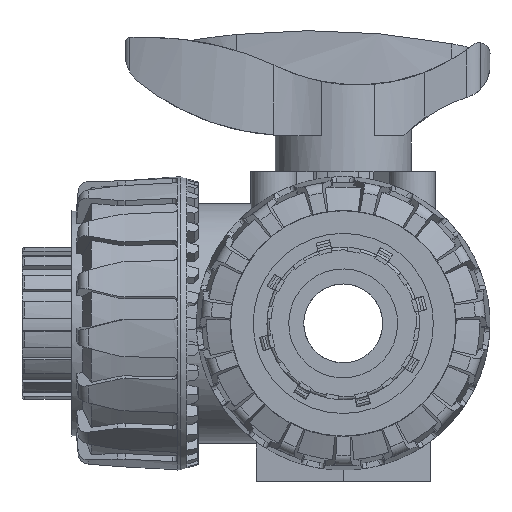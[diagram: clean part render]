
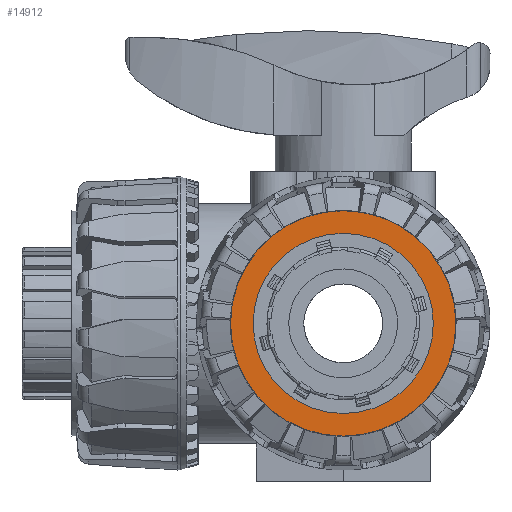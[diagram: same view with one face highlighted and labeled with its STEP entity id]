
A CAD part, front view. The second image highlights one B-rep face of the part: STEP entity #14912.
In plain terms, the highlighted face is planar.
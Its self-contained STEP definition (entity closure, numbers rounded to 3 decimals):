
#3296=PLANE($,#16336);
#3424=FACE_BOUND($,#4915,.T.);
#3425=FACE_BOUND($,#4916,.T.);
#4915=EDGE_LOOP($,(#13011));
#4916=EDGE_LOOP($,(#13012));
#5357=CIRCLE($,#15905,16.55);
#5428=CIRCLE($,#16137,20.7);
#6428=VERTEX_POINT($,#24782);
#6714=VERTEX_POINT($,#26380);
#8340=EDGE_CURVE($,#6428,#6428,#5357,.T.);
#8719=EDGE_CURVE($,#6714,#6714,#5428,.T.);
#13011=ORIENTED_EDGE($,*,*,#8340,.T.);
#13012=ORIENTED_EDGE($,*,*,#8719,.T.);
#14912=ADVANCED_FACE($,(#3424,#3425),#3296,.T.);
#15905=AXIS2_PLACEMENT_3D($,#24783,#18905,#18906);
#16137=AXIS2_PLACEMENT_3D($,#26381,#19469,#19470);
#16336=AXIS2_PLACEMENT_3D($,#27108,#19947,#19948);
#18905=DIRECTION('center_axis',(0.,-1.,0.));
#18906=DIRECTION('ref_axis',(-1.,0.,0.));
#19469=DIRECTION('center_axis',(0.,1.,0.));
#19470=DIRECTION('ref_axis',(-1.,0.,0.));
#19947=DIRECTION('center_axis',(0.,1.,0.));
#19948=DIRECTION('ref_axis',(0.,0.,1.));
#24782=CARTESIAN_POINT('',(-16.55,21.2,0.));
#24783=CARTESIAN_POINT('Origin',(0.,21.2,0.));
#26380=CARTESIAN_POINT('',(-20.7,21.2,0.));
#26381=CARTESIAN_POINT('Origin',(0.,21.2,0.));
#27108=CARTESIAN_POINT('Origin',(-10.35,21.2,0.));
